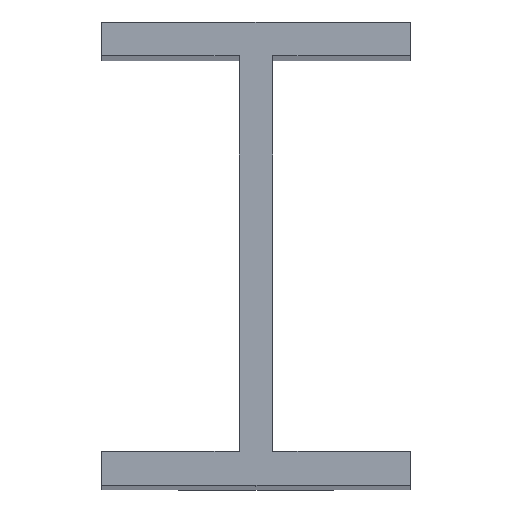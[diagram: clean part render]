
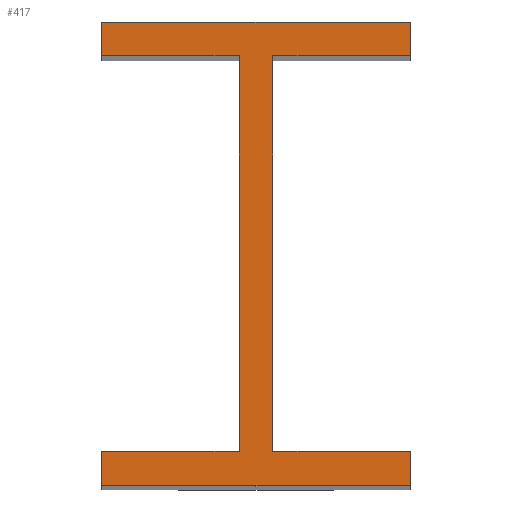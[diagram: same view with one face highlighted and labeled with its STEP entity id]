
A CAD part, top view. The second image highlights one B-rep face of the part: STEP entity #417.
In plain terms, the highlighted planar face has unit normal (0, 0, 1).
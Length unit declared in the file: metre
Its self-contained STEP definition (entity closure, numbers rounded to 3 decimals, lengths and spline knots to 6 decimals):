
#4 = CARTESIAN_POINT('NONE', (0., -0.002, -0));
#5 = VERTEX_POINT('NONE', #4);
#6 = CARTESIAN_POINT('NONE', (-0.001332, -0.002, -0));
#7 = VERTEX_POINT('NONE', #6);
#12 = CARTESIAN_POINT('NONE', (-0.001332, -0.001707, -0));
#13 = VERTEX_POINT('NONE', #12);
#16 = CARTESIAN_POINT('NONE', (-0.000147, -0.001707, -0));
#17 = VERTEX_POINT('NONE', #16);
#20 = CARTESIAN_POINT('NONE', (-0.000146, 0.001707, -0));
#21 = VERTEX_POINT('NONE', #20);
#24 = CARTESIAN_POINT('NONE', (-0.001332, 0.001707, -0));
#25 = VERTEX_POINT('NONE', #24);
#28 = CARTESIAN_POINT('NONE', (-0.001332, 0.002, -0));
#29 = VERTEX_POINT('NONE', #28);
#32 = CARTESIAN_POINT('NONE', (0.001332, 0.002, -0));
#33 = VERTEX_POINT('NONE', #32);
#36 = CARTESIAN_POINT('NONE', (0.001332, 0.001707, -0));
#37 = VERTEX_POINT('NONE', #36);
#40 = CARTESIAN_POINT('NONE', (0.000146, 0.001707, -0));
#41 = VERTEX_POINT('NONE', #40);
#44 = CARTESIAN_POINT('NONE', (0.000147, -0.001707, -0));
#45 = VERTEX_POINT('NONE', #44);
#48 = CARTESIAN_POINT('NONE', (0.001332, -0.001707, -0));
#49 = VERTEX_POINT('NONE', #48);
#52 = CARTESIAN_POINT('NONE', (0.001332, -0.002, -0));
#53 = VERTEX_POINT('NONE', #52);
#56 = DIRECTION('NONE', (-1, 0., 0));
#57 = VECTOR('NONE', #56, 1);
#58 = CARTESIAN_POINT('NONE', (0., -0.002, -0));
#59 = LINE('NONE', #58, #57);
#72 = DIRECTION('NONE', (0, 1, 0));
#73 = VECTOR('NONE', #72, 1);
#74 = CARTESIAN_POINT('NONE', (-0.001332, -0.002, -0));
#75 = LINE('NONE', #74, #73);
#84 = DIRECTION('NONE', (1, 0., 0));
#85 = VECTOR('NONE', #84, 1);
#86 = CARTESIAN_POINT('NONE', (-0.001332, -0.001707, -0));
#87 = LINE('NONE', #86, #85);
#96 = DIRECTION('NONE', (0., 1, 0));
#97 = VECTOR('NONE', #96, 1);
#98 = CARTESIAN_POINT('NONE', (-0.000147, -0.001707, -0));
#99 = LINE('NONE', #98, #97);
#108 = DIRECTION('NONE', (-1, 0, 0));
#109 = VECTOR('NONE', #108, 1);
#110 = CARTESIAN_POINT('NONE', (-0.000146, 0.001707, -0));
#111 = LINE('NONE', #110, #109);
#120 = DIRECTION('NONE', (0, 1, 0));
#121 = VECTOR('NONE', #120, 1);
#122 = CARTESIAN_POINT('NONE', (-0.001332, 0.001707, -0));
#123 = LINE('NONE', #122, #121);
#132 = DIRECTION('NONE', (1, 0, 0));
#133 = VECTOR('NONE', #132, 1);
#134 = CARTESIAN_POINT('NONE', (-0.001332, 0.002, -0));
#135 = LINE('NONE', #134, #133);
#144 = DIRECTION('NONE', (0, -1, 0));
#145 = VECTOR('NONE', #144, 1);
#146 = CARTESIAN_POINT('NONE', (0.001332, 0.002, -0));
#147 = LINE('NONE', #146, #145);
#156 = DIRECTION('NONE', (-1, 0, 0));
#157 = VECTOR('NONE', #156, 1);
#158 = CARTESIAN_POINT('NONE', (0.001332, 0.001707, -0));
#159 = LINE('NONE', #158, #157);
#168 = DIRECTION('NONE', (0., -1, 0));
#169 = VECTOR('NONE', #168, 1);
#170 = CARTESIAN_POINT('NONE', (0.000146, 0.001707, -0));
#171 = LINE('NONE', #170, #169);
#180 = DIRECTION('NONE', (1, 0., 0));
#181 = VECTOR('NONE', #180, 1);
#182 = CARTESIAN_POINT('NONE', (0.000147, -0.001707, -0));
#183 = LINE('NONE', #182, #181);
#192 = DIRECTION('NONE', (0, -1, 0));
#193 = VECTOR('NONE', #192, 1);
#194 = CARTESIAN_POINT('NONE', (0.001332, -0.001707, -0));
#195 = LINE('NONE', #194, #193);
#204 = DIRECTION('NONE', (-1, 0., 0));
#205 = VECTOR('NONE', #204, 1);
#206 = CARTESIAN_POINT('NONE', (0.001332, -0.002, -0));
#207 = LINE('NONE', #206, #205);
#212 = EDGE_CURVE('NONE', #5, #7, #59, .T.);
#216 = EDGE_CURVE('NONE', #7, #13, #75, .T.);
#219 = EDGE_CURVE('NONE', #13, #17, #87, .T.);
#222 = EDGE_CURVE('NONE', #17, #21, #99, .T.);
#225 = EDGE_CURVE('NONE', #21, #25, #111, .T.);
#228 = EDGE_CURVE('NONE', #25, #29, #123, .T.);
#231 = EDGE_CURVE('NONE', #29, #33, #135, .T.);
#234 = EDGE_CURVE('NONE', #33, #37, #147, .T.);
#237 = EDGE_CURVE('NONE', #37, #41, #159, .T.);
#240 = EDGE_CURVE('NONE', #41, #45, #171, .T.);
#243 = EDGE_CURVE('NONE', #45, #49, #183, .T.);
#246 = EDGE_CURVE('NONE', #49, #53, #195, .T.);
#249 = EDGE_CURVE('NONE', #53, #5, #207, .T.);
#303 = CARTESIAN_POINT('NONE', (0, 0, -0));
#304 = DIRECTION('NONE', (0, -0, -1));
#305 = AXIS2_PLACEMENT_3D('NONE', #303, #304, $);
#306 = PLANE('NONE', #305);
#402 = ORIENTED_EDGE('NONE', *, *, #249, .F.);
#403 = ORIENTED_EDGE('NONE', *, *, #246, .F.);
#404 = ORIENTED_EDGE('NONE', *, *, #243, .F.);
#405 = ORIENTED_EDGE('NONE', *, *, #240, .F.);
#406 = ORIENTED_EDGE('NONE', *, *, #237, .F.);
#407 = ORIENTED_EDGE('NONE', *, *, #234, .F.);
#408 = ORIENTED_EDGE('NONE', *, *, #231, .F.);
#409 = ORIENTED_EDGE('NONE', *, *, #228, .F.);
#410 = ORIENTED_EDGE('NONE', *, *, #225, .F.);
#411 = ORIENTED_EDGE('NONE', *, *, #222, .F.);
#412 = ORIENTED_EDGE('NONE', *, *, #219, .F.);
#413 = ORIENTED_EDGE('NONE', *, *, #216, .F.);
#414 = ORIENTED_EDGE('NONE', *, *, #212, .F.);
#415 = EDGE_LOOP('NONE', (#402, #403, #404, #405, #406, #407, #408, #409, #410, #411, #412, #413, #414));
#416 = FACE_BOUND('NONE', #415, .T.);
#417 = ADVANCED_FACE('NONE', (#416), #306, .F.);
